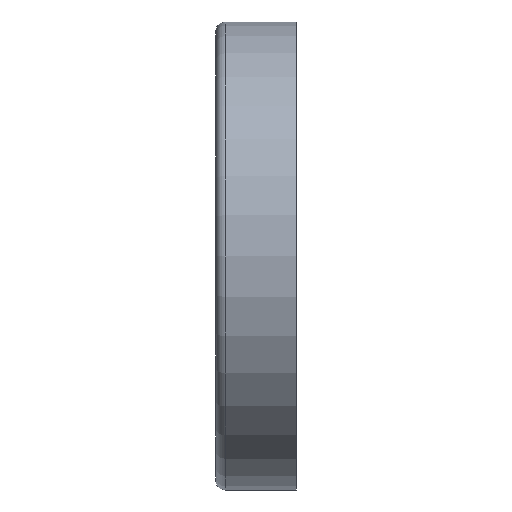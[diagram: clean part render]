
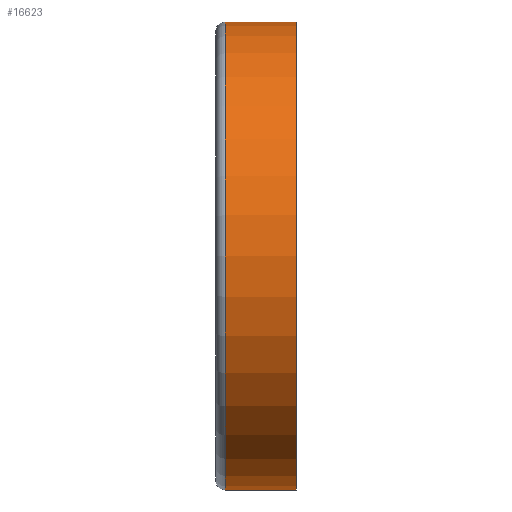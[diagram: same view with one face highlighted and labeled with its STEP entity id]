
A CAD part, left-side view. The second image highlights one B-rep face of the part: STEP entity #16623.
In plain terms, the highlighted cylindrical face has radius 72.5 mm (diameter 145 mm), a partial arc.
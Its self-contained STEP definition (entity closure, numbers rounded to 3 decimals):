
#643 = EDGE_CURVE ( 'NONE', #5428, #13006, #11195, .T. ) ;
#645 = ORIENTED_EDGE ( 'NONE', *, *, #643, .F. ) ;
#866 = CARTESIAN_POINT ( 'NONE',  ( 0., 0., 0. ) ) ;
#872 = DIRECTION ( 'NONE',  ( 0., 0., -1. ) ) ;
#1282 = DIRECTION ( 'NONE',  ( 0., -1., 0. ) ) ;
#1286 = CYLINDRICAL_SURFACE ( 'NONE', #7599, 72.5 ) ;
#1445 = CARTESIAN_POINT ( 'NONE',  ( 0., 0., -72.5 ) ) ;
#2159 = DIRECTION ( 'NONE',  ( 0., 0., -1. ) ) ;
#2522 = DIRECTION ( 'NONE',  ( 0., 0., -1. ) ) ;
#2555 = DIRECTION ( 'NONE',  ( 0., -1., 0. ) ) ;
#3436 = VECTOR ( 'NONE', #5683, 1000. ) ;
#3873 = VERTEX_POINT ( 'NONE', #1445 ) ;
#4182 = ORIENTED_EDGE ( 'NONE', *, *, #10071, .F. ) ;
#4352 = EDGE_CURVE ( 'NONE', #13092, #3873, #16183, .T. ) ;
#4958 = CARTESIAN_POINT ( 'NONE',  ( 0., 0., 72.5 ) ) ;
#5342 = FACE_OUTER_BOUND ( 'NONE', #7147, .T. ) ;
#5428 = VERTEX_POINT ( 'NONE', #10077 ) ;
#5594 = CARTESIAN_POINT ( 'NONE',  ( 0., 0., 0. ) ) ;
#5683 = DIRECTION ( 'NONE',  ( 0., -1., 0. ) ) ;
#5968 = DIRECTION ( 'NONE',  ( 0., -1., 0. ) ) ;
#6020 = DIRECTION ( 'NONE',  ( 0., -1., 0. ) ) ;
#6137 = VECTOR ( 'NONE', #2555, 1000. ) ;
#6765 = CIRCLE ( 'NONE', #14282, 72.5 ) ;
#7147 = EDGE_LOOP ( 'NONE', ( #645, #8598, #11726, #4182 ) ) ;
#7599 = AXIS2_PLACEMENT_3D ( 'NONE', #5594, #1282, #2522 ) ;
#8598 = ORIENTED_EDGE ( 'NONE', *, *, #14045, .T. ) ;
#10071 = EDGE_CURVE ( 'NONE', #13006, #3873, #11647, .T. ) ;
#10077 = CARTESIAN_POINT ( 'NONE',  ( 0., 22., 72.5 ) ) ;
#11195 = LINE ( 'NONE', #4958, #6137 ) ;
#11647 = CIRCLE ( 'NONE', #13734, 72.5 ) ;
#11726 = ORIENTED_EDGE ( 'NONE', *, *, #4352, .T. ) ;
#12899 = CARTESIAN_POINT ( 'NONE',  ( 0., 0., 72.5 ) ) ;
#13006 = VERTEX_POINT ( 'NONE', #12899 ) ;
#13092 = VERTEX_POINT ( 'NONE', #13237 ) ;
#13237 = CARTESIAN_POINT ( 'NONE',  ( 0., 22., -72.5 ) ) ;
#13584 = CARTESIAN_POINT ( 'NONE',  ( 0., 0., -72.5 ) ) ;
#13698 = CARTESIAN_POINT ( 'NONE',  ( 0., 22., 0. ) ) ;
#13734 = AXIS2_PLACEMENT_3D ( 'NONE', #866, #6020, #2159 ) ;
#14045 = EDGE_CURVE ( 'NONE', #5428, #13092, #6765, .T. ) ;
#14282 = AXIS2_PLACEMENT_3D ( 'NONE', #13698, #5968, #872 ) ;
#16183 = LINE ( 'NONE', #13584, #3436 ) ;
#16623 = ADVANCED_FACE ( 'NONE', ( #5342 ), #1286, .T. ) ;
